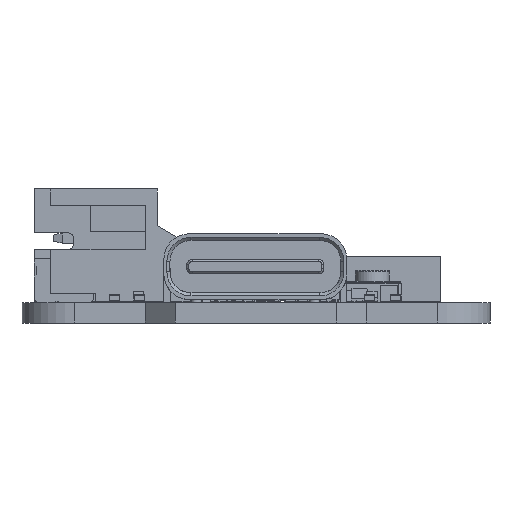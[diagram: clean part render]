
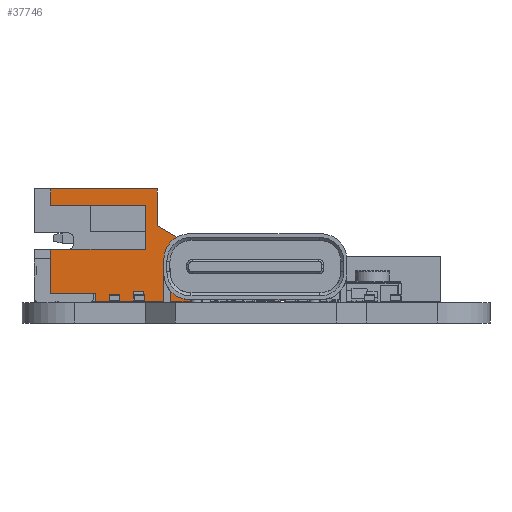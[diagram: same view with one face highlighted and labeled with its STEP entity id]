
A CAD part, left-side view. The second image highlights one B-rep face of the part: STEP entity #37746.
In plain terms, the highlighted face is planar.
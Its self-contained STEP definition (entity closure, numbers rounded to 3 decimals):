
#36799 = VERTEX_POINT('',#36800);
#36800 = CARTESIAN_POINT('',(3.95,0.,-7.6));
#36806 = EDGE_CURVE('',#36799,#36807,#36809,.T.);
#36807 = VERTEX_POINT('',#36808);
#36808 = CARTESIAN_POINT('',(3.95,0.,-3.));
#36809 = LINE('',#36810,#36811);
#36810 = CARTESIAN_POINT('',(3.95,0.,-7.6));
#36811 = VECTOR('',#36812,1.);
#36812 = DIRECTION('',(-0.,0.,1.));
#37182 = VERTEX_POINT('',#37183);
#37183 = CARTESIAN_POINT('',(3.95,4.705,-5.415));
#37189 = EDGE_CURVE('',#37182,#37190,#37192,.T.);
#37190 = VERTEX_POINT('',#37191);
#37191 = CARTESIAN_POINT('',(3.95,4.705,-0.8));
#37192 = LINE('',#37193,#37194);
#37193 = CARTESIAN_POINT('',(3.95,4.705,-0.8));
#37194 = VECTOR('',#37195,1.);
#37195 = DIRECTION('',(0.,-0.,1.));
#37222 = VERTEX_POINT('',#37223);
#37223 = CARTESIAN_POINT('',(3.95,2.55,-5.415));
#37229 = EDGE_CURVE('',#37222,#37182,#37230,.T.);
#37230 = LINE('',#37231,#37232);
#37231 = CARTESIAN_POINT('',(3.95,4.705,-5.415));
#37232 = VECTOR('',#37233,1.);
#37233 = DIRECTION('',(-0.,1.,-0.));
#37425 = VERTEX_POINT('',#37426);
#37426 = CARTESIAN_POINT('',(3.95,5.5,-6.));
#37432 = EDGE_CURVE('',#37425,#37433,#37435,.T.);
#37433 = VERTEX_POINT('',#37434);
#37434 = CARTESIAN_POINT('',(3.95,3.7,-6.));
#37435 = LINE('',#37436,#37437);
#37436 = CARTESIAN_POINT('',(3.95,5.5,-6.));
#37437 = VECTOR('',#37438,1.);
#37438 = DIRECTION('',(0.,-1.,0.));
#37727 = VERTEX_POINT('',#37728);
#37728 = CARTESIAN_POINT('',(3.95,0.4,-3.));
#37736 = EDGE_CURVE('',#37727,#36807,#37737,.T.);
#37737 = LINE('',#37738,#37739);
#37738 = CARTESIAN_POINT('',(3.95,0.,-3.));
#37739 = VECTOR('',#37740,1.);
#37740 = DIRECTION('',(-0.,-1.,0.));
#37746 = ADVANCED_FACE('',(#37747),#37804,.F.);
#37747 = FACE_BOUND('',#37748,.T.);
#37748 = EDGE_LOOP('',(#37749,#37757,#37758,#37759,#37767,#37775,#37781,
    #37782,#37783,#37791,#37797,#37798));
#37749 = ORIENTED_EDGE('',*,*,#37750,.F.);
#37750 = EDGE_CURVE('',#37190,#37751,#37753,.T.);
#37751 = VERTEX_POINT('',#37752);
#37752 = CARTESIAN_POINT('',(3.95,5.5,-0.8));
#37753 = LINE('',#37754,#37755);
#37754 = CARTESIAN_POINT('',(3.95,5.5,-0.8));
#37755 = VECTOR('',#37756,1.);
#37756 = DIRECTION('',(0.,1.,0.));
#37757 = ORIENTED_EDGE('',*,*,#37189,.F.);
#37758 = ORIENTED_EDGE('',*,*,#37229,.F.);
#37759 = ORIENTED_EDGE('',*,*,#37760,.T.);
#37760 = EDGE_CURVE('',#37222,#37761,#37763,.T.);
#37761 = VERTEX_POINT('',#37762);
#37762 = CARTESIAN_POINT('',(3.95,2.55,-0.8));
#37763 = LINE('',#37764,#37765);
#37764 = CARTESIAN_POINT('',(3.95,2.55,0.));
#37765 = VECTOR('',#37766,1.);
#37766 = DIRECTION('',(-0.,0.,1.));
#37767 = ORIENTED_EDGE('',*,*,#37768,.F.);
#37768 = EDGE_CURVE('',#37769,#37761,#37771,.T.);
#37769 = VERTEX_POINT('',#37770);
#37770 = CARTESIAN_POINT('',(3.95,0.4,-0.8));
#37771 = LINE('',#37772,#37773);
#37772 = CARTESIAN_POINT('',(3.95,5.5,-0.8));
#37773 = VECTOR('',#37774,1.);
#37774 = DIRECTION('',(0.,1.,0.));
#37775 = ORIENTED_EDGE('',*,*,#37776,.F.);
#37776 = EDGE_CURVE('',#37727,#37769,#37777,.T.);
#37777 = LINE('',#37778,#37779);
#37778 = CARTESIAN_POINT('',(3.95,0.4,0.));
#37779 = VECTOR('',#37780,1.);
#37780 = DIRECTION('',(0.,0.,1.));
#37781 = ORIENTED_EDGE('',*,*,#37736,.T.);
#37782 = ORIENTED_EDGE('',*,*,#36806,.F.);
#37783 = ORIENTED_EDGE('',*,*,#37784,.F.);
#37784 = EDGE_CURVE('',#37785,#36799,#37787,.T.);
#37785 = VERTEX_POINT('',#37786);
#37786 = CARTESIAN_POINT('',(3.95,2.776,-7.6));
#37787 = LINE('',#37788,#37789);
#37788 = CARTESIAN_POINT('',(3.95,5.5,-7.6));
#37789 = VECTOR('',#37790,1.);
#37790 = DIRECTION('',(0.,-1.,0.));
#37791 = ORIENTED_EDGE('',*,*,#37792,.F.);
#37792 = EDGE_CURVE('',#37433,#37785,#37793,.T.);
#37793 = LINE('',#37794,#37795);
#37794 = CARTESIAN_POINT('',(3.95,3.7,-6.));
#37795 = VECTOR('',#37796,1.);
#37796 = DIRECTION('',(0.,-0.5,-0.866));
#37797 = ORIENTED_EDGE('',*,*,#37432,.F.);
#37798 = ORIENTED_EDGE('',*,*,#37799,.F.);
#37799 = EDGE_CURVE('',#37751,#37425,#37800,.T.);
#37800 = LINE('',#37801,#37802);
#37801 = CARTESIAN_POINT('',(3.95,5.5,0.));
#37802 = VECTOR('',#37803,1.);
#37803 = DIRECTION('',(0.,-0.,-1.));
#37804 = PLANE('',#37805);
#37805 = AXIS2_PLACEMENT_3D('',#37806,#37807,#37808);
#37806 = CARTESIAN_POINT('',(3.95,5.5,0.));
#37807 = DIRECTION('',(-1.,0.,0.));
#37808 = DIRECTION('',(0.,0.,1.));
